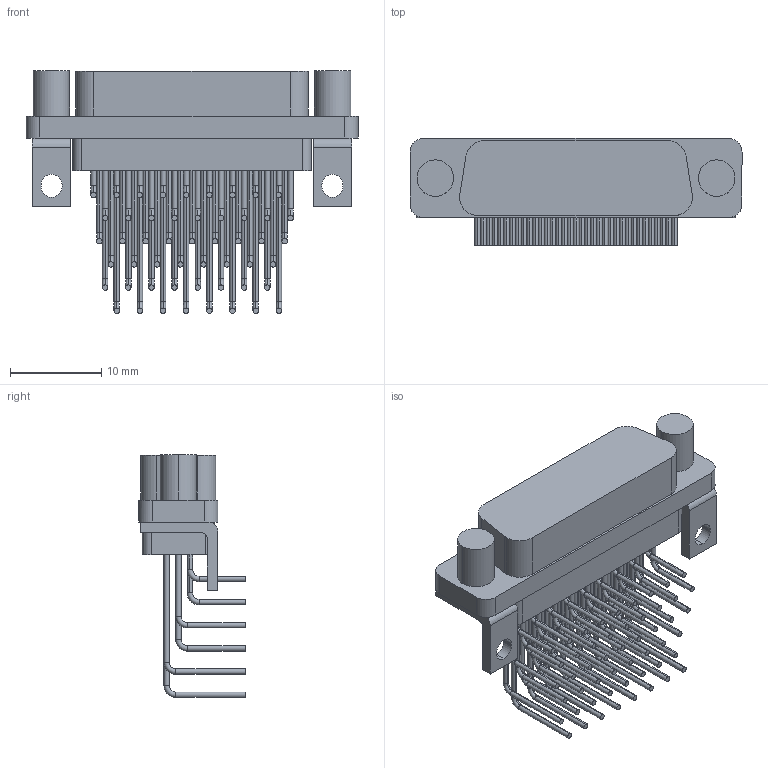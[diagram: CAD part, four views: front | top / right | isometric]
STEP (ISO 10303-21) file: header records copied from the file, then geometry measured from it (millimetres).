
FILE_DESCRIPTION (( 'STEP AP214' ), '1' );
FILE_NAME ('J30J-51ZKW.STEP', '2023-09-15T07:14:14', ( '' ), ( '' ), 'SwSTEP 2.0', 'SolidWorks 2020', '' );
FILE_SCHEMA (( 'AUTOMOTIVE_DESIGN' ));
Length unit declared in the file: millimetre
Products named in the file (1): J30J-51ZKW
Bounding box: 36.4 x 11.7 x 26.64 mm (x, y, z)
Volume: 2929.8 mm3; surface area: 3303.8 mm2
Topology: 1 solids, 3 shells, 430 faces, 935 edges, 566 vertices
Faces by surface type: cylinder 235, torus 102, plane 93
Entity records: 16623 total; most frequent: DIRECTION 2409, CARTESIAN_POINT 1932, ORIENTED_EDGE 1870, AXIS2_PLACEMENT_3D 1043, EDGE_CURVE 935, CIRCLE 612, VERTEX_POINT 566, EDGE_LOOP 489
